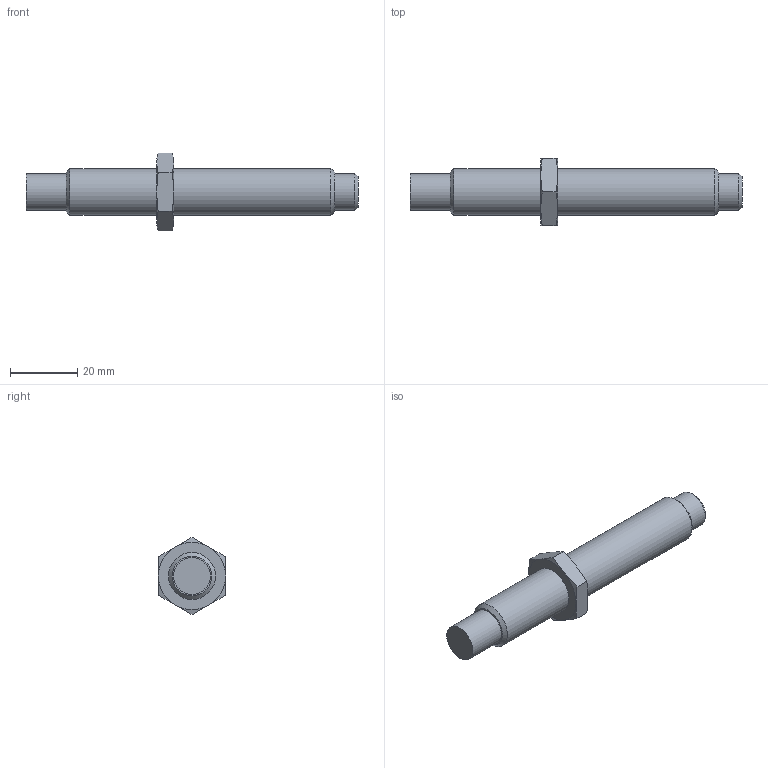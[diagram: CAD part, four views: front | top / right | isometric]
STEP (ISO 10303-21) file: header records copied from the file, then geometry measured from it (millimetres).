
FILE_DESCRIPTION((''),'2;1');
FILE_NAME('MSD-S2.stp','2012-11-22T13:58:08',('hartung_david'),(''),'Autodesk Inventor 2012','Autodesk Inventor 2012','');
FILE_SCHEMA(('AUTOMOTIVE_DESIGN { 1 0 10303 214 1 1 1 1 }'));
Length unit declared in the file: millimetre
Products named in the file (1): MSD-S2
Bounding box: 99 x 20 x 23.09 mm (x, y, z)
Volume: 15010.5 mm3; surface area: 4897.1 mm2
Topology: 1 solids, 1 shells, 31 faces, 60 edges, 35 vertices
Faces by surface type: cone 15, plane 12, cylinder 4
Full cylindrical faces by diameter (mm): 11 x2, 14 x2
Entity records: 771 total; most frequent: CARTESIAN_POINT 168, DIRECTION 116, ORIENTED_EDGE 106, AXIS2_PLACEMENT_3D 55, EDGE_CURVE 53, EDGE_LOOP 42, VERTEX_POINT 35, FACE_OUTER_BOUND 31
